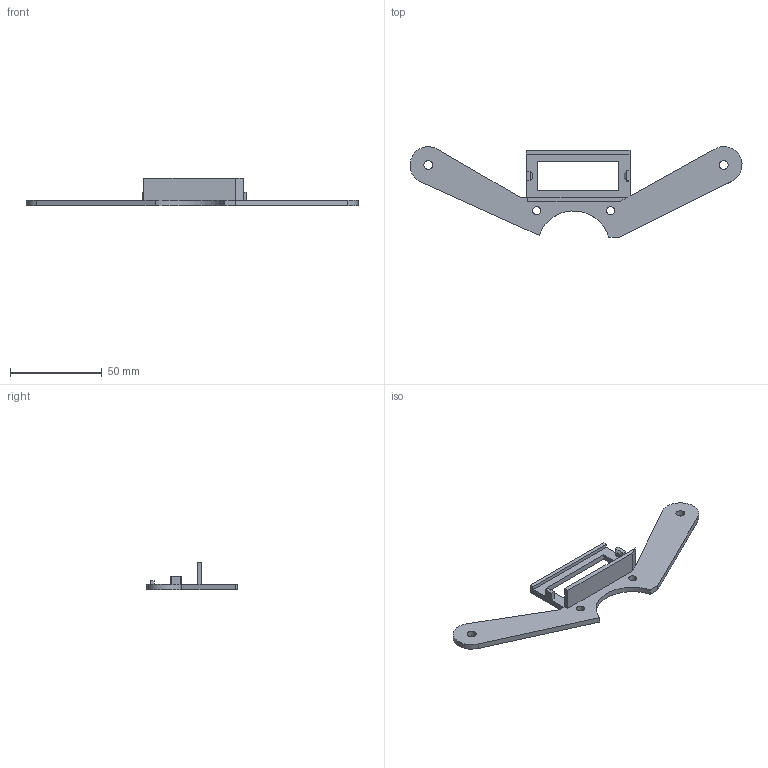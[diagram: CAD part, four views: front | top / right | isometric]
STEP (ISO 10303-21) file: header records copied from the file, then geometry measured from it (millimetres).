
FILE_DESCRIPTION(/* description */ (''),/* implementation_level */ '2;1');
FILE_NAME(/* name */ 'Rear Fan Mount.step',/* time_stamp */ '2023-01-14T16:36:12+08:00',/* author */ (''),/* organization */ (''),/* preprocessor_version */ 'ST-DEVELOPER v19.2',/* originating_system */ 'Autodesk Translation Framework v11.17.0.187',/* authorisation */ '');
FILE_SCHEMA (('AUTOMOTIVE_DESIGN { 1 0 10303 214 3 1 1 }'));
Length unit declared in the file: millimetre
Products named in the file (1): Rear Fan Mount
Bounding box: 180.97 x 49.36 x 15 mm (x, y, z)
Volume: 13531.3 mm3; surface area: 11474 mm2
Topology: 1 solids, 1 shells, 45 faces, 120 edges, 78 vertices
Faces by surface type: plane 38, cylinder 7
Full cylindrical faces by diameter (mm): 4.4 x2, 4.9 x2
Entity records: 1433 total; most frequent: CARTESIAN_POINT 244, ORIENTED_EDGE 240, DIRECTION 226, EDGE_CURVE 120, LINE 106, VECTOR 106, VERTEX_POINT 78, AXIS2_PLACEMENT_3D 60
